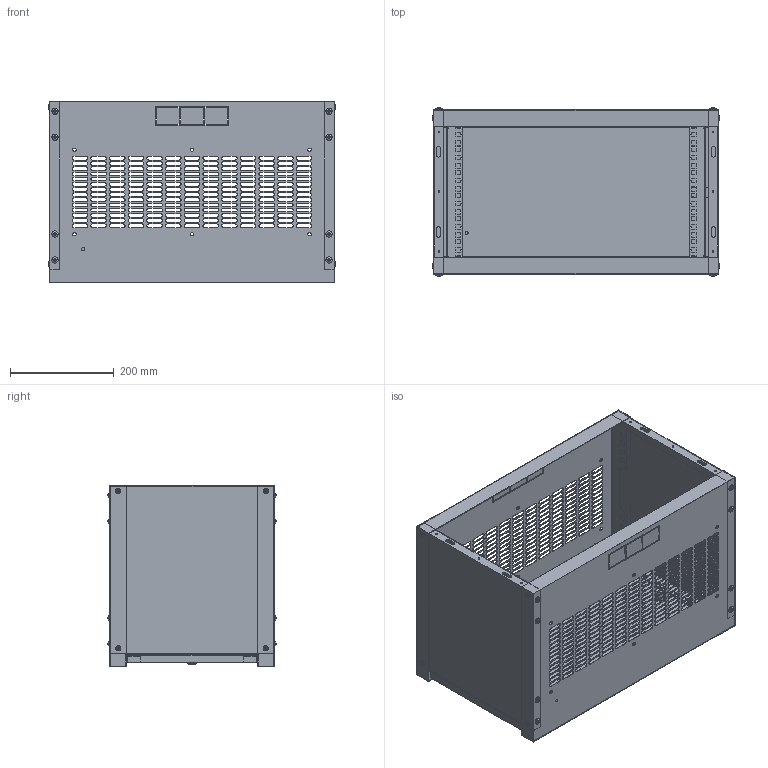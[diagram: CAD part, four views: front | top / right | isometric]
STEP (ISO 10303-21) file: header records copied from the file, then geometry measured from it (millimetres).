
FILE_DESCRIPTION (( 'STEP AP214' ), '1' );
FILE_NAME ('ITK_LINEA_WE_550x350x6U_Me.STEP', '2018-11-28T06:55:50', ( '' ), ( '' ), 'SwSTEP 2.0', 'SolidWorks 2014', '' );
FILE_SCHEMA (( 'AUTOMOTIVE_DESIGN' ));
Length unit declared in the file: millimetre
Products named in the file (9): Gayka; Ugolok_6U; Dver_me; Vint_rezb_Œ4å6; Bokovina_550x350; Vint_01; Osnovanie_550x350; Bokovina_6U; ITK_LINEA_WE_550x350x6U_Me
Assembly tree (38 placements, depth 3):
  ITK_LINEA_WE_550x350x6U_Me
    Osnovanie_550x350  x2
    Bokovina_550x350  x2
      Bokovina_6U
      Gayka
    Dver_me
    Ugolok_6U  x2
    Vint_01  x20
    Vint_rezb_Œ4å6  x8
Bounding box: 554.79 x 323.86 x 350 mm (x, y, z)
Volume: 971975.7 mm3; surface area: 1923345.8 mm2
Topology: 39 solids, 39 shells, 4089 faces, 11546 edges, 7566 vertices
Faces by surface type: plane 2621, cylinder 1292, bspline 96, sphere 56, torus 16, cone 8
Entity records: 54330 total; most frequent: CARTESIAN_POINT 9746, ORIENTED_EDGE 9160, DIRECTION 8960, EDGE_CURVE 4580, VECTOR 3360, LINE 3360, VERTEX_POINT 3026, AXIS2_PLACEMENT_3D 2800
